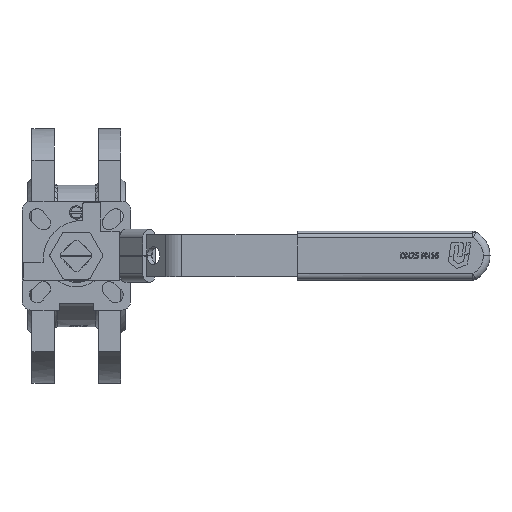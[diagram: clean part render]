
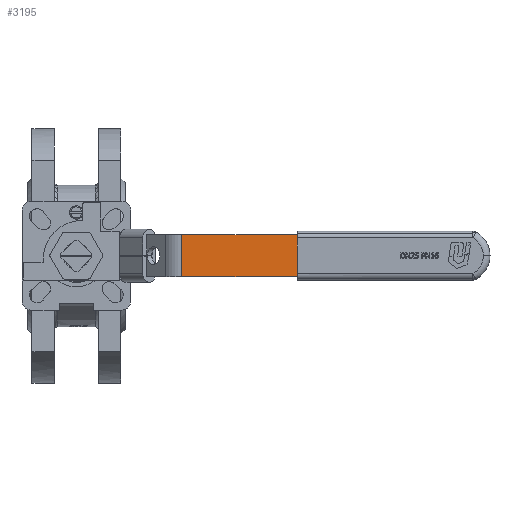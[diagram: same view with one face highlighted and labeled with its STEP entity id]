
A CAD part, top view. The second image highlights one B-rep face of the part: STEP entity #3195.
In plain terms, the highlighted planar face has unit normal (0, 0, 1).
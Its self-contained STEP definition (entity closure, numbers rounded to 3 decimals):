
#2494=CARTESIAN_POINT('',(179.155,9.5,92.8));
#2495=VERTEX_POINT('',#2494);
#2502=CARTESIAN_POINT('',(179.155,-9.5,92.8));
#2503=VERTEX_POINT('',#2502);
#2504=CARTESIAN_POINT('',(169.874,-0.,92.8));
#2505=DIRECTION('',(0.,0.,-1.));
#2506=DIRECTION('',(-0.699,0.715,0.));
#2507=AXIS2_PLACEMENT_3D('',#2504,#2505,#2506);
#2508=CIRCLE('',#2507,13.281);
#2509=EDGE_CURVE('',#2495,#2503,#2508,.T.);
#2856=CARTESIAN_POINT('',(47.565,-9.5,92.8));
#2857=VERTEX_POINT('',#2856);
#2858=CARTESIAN_POINT('',(179.155,-9.5,92.8));
#2859=DIRECTION('',(-1.,0.,0.));
#2860=VECTOR('',#2859,131.59);
#2861=LINE('',#2858,#2860);
#2862=EDGE_CURVE('',#2503,#2857,#2861,.T.);
#3172=CARTESIAN_POINT('',(47.565,-0.,92.8));
#3173=DIRECTION('',(0.,-0.,1.));
#3174=DIRECTION('',(1.,-0.,-0.));
#3175=AXIS2_PLACEMENT_3D('',#3172,#3173,#3174);
#3176=PLANE('',#3175);
#3177=CARTESIAN_POINT('',(47.565,9.5,92.8));
#3178=VERTEX_POINT('',#3177);
#3179=CARTESIAN_POINT('',(47.565,9.5,92.8));
#3180=DIRECTION('',(1.,-0.,-0.));
#3181=VECTOR('',#3180,131.59);
#3182=LINE('',#3179,#3181);
#3183=EDGE_CURVE('',#3178,#2495,#3182,.T.);
#3184=ORIENTED_EDGE('',*,*,#3183,.F.);
#3185=CARTESIAN_POINT('',(47.565,-9.5,92.8));
#3186=DIRECTION('',(0.,1.,0.));
#3187=VECTOR('',#3186,19.);
#3188=LINE('',#3185,#3187);
#3189=EDGE_CURVE('',#2857,#3178,#3188,.T.);
#3190=ORIENTED_EDGE('',*,*,#3189,.F.);
#3191=ORIENTED_EDGE('',*,*,#2862,.F.);
#3192=ORIENTED_EDGE('',*,*,#2509,.F.);
#3193=EDGE_LOOP('',(#3184,#3190,#3191,#3192));
#3194=FACE_BOUND('',#3193,.T.);
#3195=ADVANCED_FACE('',(#3194),#3176,.T.);
